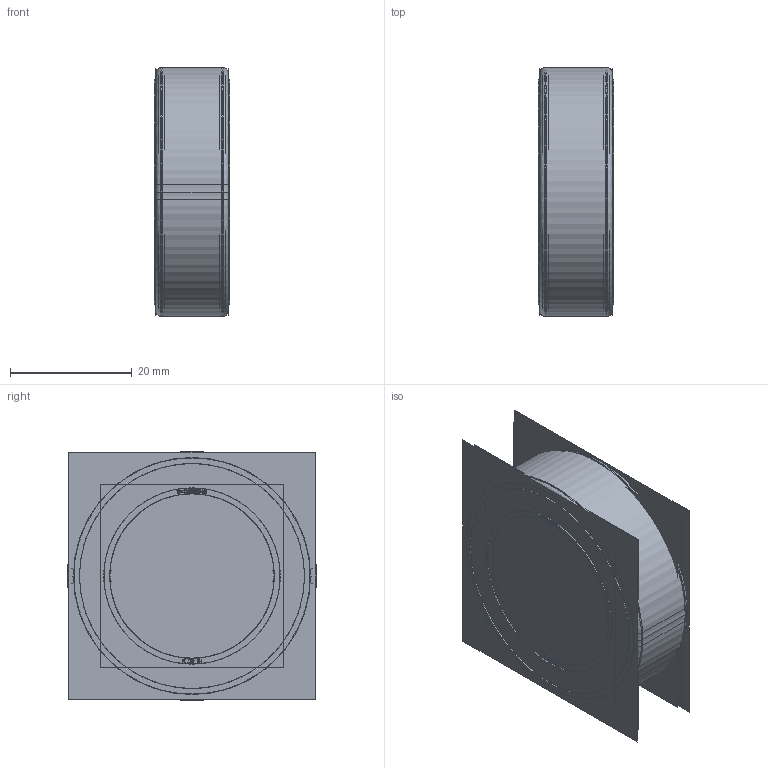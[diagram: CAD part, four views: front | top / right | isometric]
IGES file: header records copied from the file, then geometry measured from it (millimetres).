
Start section:  PTC IGES file: fr437m.igs
Global section: file name: fr437m.igs; native system: Creo Parametric by Parametric Technology Corporation; preprocessor: 2013150; author: sales 4; organization: Unknown; date: 20140326.143316; units: millimetre
Bounding box: 12.48 x 41 x 41 mm (x, y, z)
Volume: 7154.6 mm3; surface area: 71514.7 mm2
Topology: 37 solids, 37 shells, 2778 faces, 14810 edges, 18780 vertices
Faces by surface type: revolution 1400, bspline 1378
